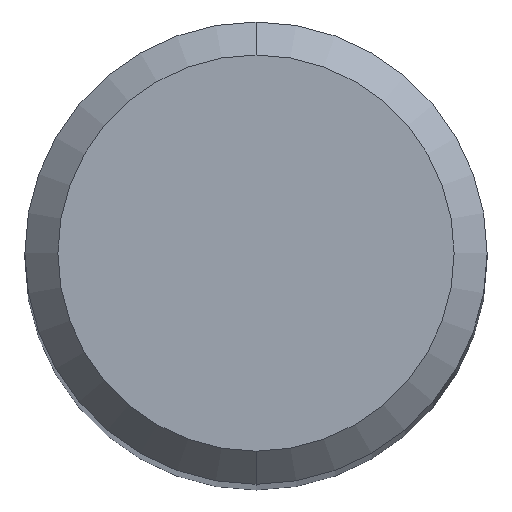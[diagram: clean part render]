
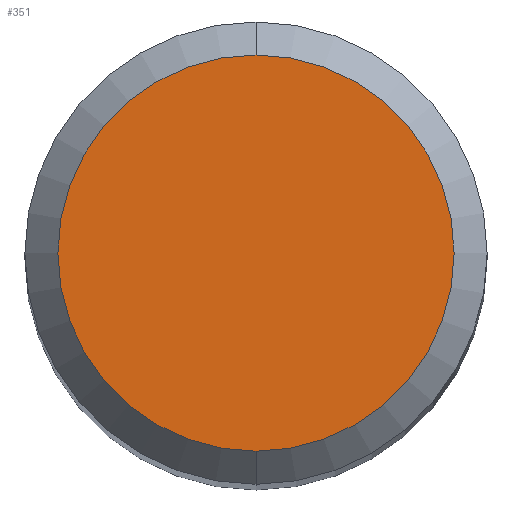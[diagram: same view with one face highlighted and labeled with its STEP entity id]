
A CAD part, top view. The second image highlights one B-rep face of the part: STEP entity #351.
In plain terms, the highlighted planar face has unit normal (0, 0, 1).
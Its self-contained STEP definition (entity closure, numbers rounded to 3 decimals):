
#325=VERTEX_POINT('',#719);
#351=ADVANCED_FACE('',(#750),#751,.T.);
#377=EDGE_CURVE('',#325,#423,#781,.T.);
#423=VERTEX_POINT('',#830);
#479=EDGE_CURVE('',#423,#325,#896,.T.);
#719=CARTESIAN_POINT('',(0.0,1.8,0.0));
#750=FACE_OUTER_BOUND('',#1276,.T.);
#751=PLANE('',#1277);
#781=CIRCLE('',#1310,1.8);
#830=CARTESIAN_POINT('',(0.,-1.8,0.0));
#896=CIRCLE('',#1518,1.8);
#1276=EDGE_LOOP('',(#1945,#1946));
#1277=AXIS2_PLACEMENT_3D('',#1947,#1948,#1949);
#1310=AXIS2_PLACEMENT_3D('',#1996,#1997,#1998);
#1518=AXIS2_PLACEMENT_3D('',#2123,#2124,#2125);
#1945=ORIENTED_EDGE('',*,*,#377,.F.);
#1946=ORIENTED_EDGE('',*,*,#479,.F.);
#1947=CARTESIAN_POINT('',(0.0,0.9,0.0));
#1948=DIRECTION('',(-0.0,0.0,1.0));
#1949=DIRECTION('',(0.0,-1.0,0.0));
#1996=CARTESIAN_POINT('',(0.0,0.0,0.0));
#1997=DIRECTION('',(0.0,0.0,-1.0));
#1998=DIRECTION('',(0.0,1.0,0.0));
#2123=CARTESIAN_POINT('',(0.0,0.0,0.0));
#2124=DIRECTION('',(0.0,0.0,-1.0));
#2125=DIRECTION('',(0.0,1.0,0.0));
